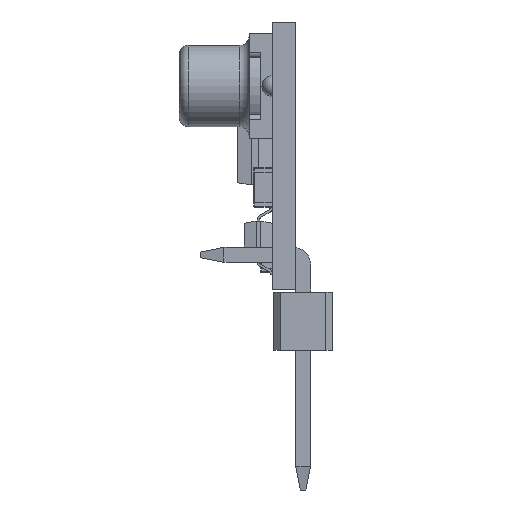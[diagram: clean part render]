
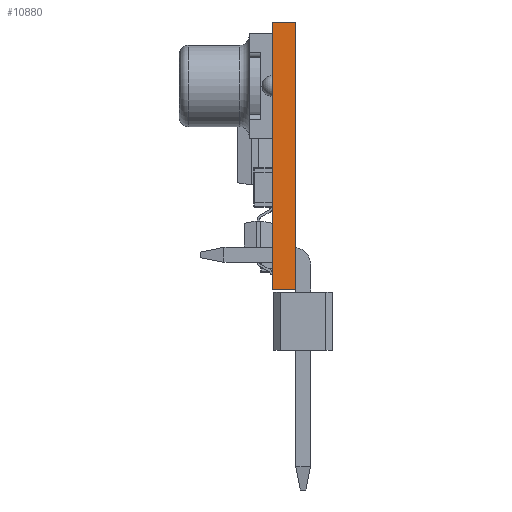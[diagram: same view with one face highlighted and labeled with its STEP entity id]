
A CAD part, left-side view. The second image highlights one B-rep face of the part: STEP entity #10880.
In plain terms, the highlighted planar face has unit normal (-1, 0, 0).
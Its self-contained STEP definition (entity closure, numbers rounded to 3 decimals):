
#2307 = CARTESIAN_POINT ( 'NONE',  ( -15.75, 0.5, -5.75 ) ) ;
#3877 = DIRECTION ( 'NONE',  ( 0., -1., 0. ) ) ;
#4064 = VECTOR ( 'NONE', #11994, 1000. ) ;
#4697 = LINE ( 'NONE', #27164, #25423 ) ;
#5867 = EDGE_CURVE ( 'NONE', #18152, #11520, #16751, .T. ) ;
#6364 = LINE ( 'NONE', #16683, #27011 ) ;
#7072 = DIRECTION ( 'NONE',  ( 1., 0., 0. ) ) ;
#9206 = CARTESIAN_POINT ( 'NONE',  ( -15.75, 0.5, -5.75 ) ) ;
#9689 = CARTESIAN_POINT ( 'NONE',  ( -15.75, -0.5, -5.75 ) ) ;
#10235 = EDGE_LOOP ( 'NONE', ( #12689, #25760, #19668, #24083 ) ) ;
#10880 = ADVANCED_FACE ( 'NONE', ( #29826 ), #30154, .F. ) ;
#11520 = VERTEX_POINT ( 'NONE', #26355 ) ;
#11994 = DIRECTION ( 'NONE',  ( 0., 0., 1. ) ) ;
#12083 = DIRECTION ( 'NONE',  ( 0., 0., 1. ) ) ;
#12689 = ORIENTED_EDGE ( 'NONE', *, *, #14250, .T. ) ;
#13447 = EDGE_CURVE ( 'NONE', #18152, #24698, #23688, .T. ) ;
#13475 = AXIS2_PLACEMENT_3D ( 'NONE', #2307, #7072, #22112 ) ;
#13707 = CARTESIAN_POINT ( 'NONE',  ( -15.75, 0.5, -5.75 ) ) ;
#14237 = EDGE_CURVE ( 'NONE', #11520, #25359, #6364, .T. ) ;
#14250 = EDGE_CURVE ( 'NONE', #24698, #25359, #4697, .T. ) ;
#16431 = VECTOR ( 'NONE', #3877, 1000. ) ;
#16683 = CARTESIAN_POINT ( 'NONE',  ( -15.75, 0.5, 5.75 ) ) ;
#16751 = LINE ( 'NONE', #9206, #4064 ) ;
#18152 = VERTEX_POINT ( 'NONE', #30163 ) ;
#19668 = ORIENTED_EDGE ( 'NONE', *, *, #5867, .F. ) ;
#22112 = DIRECTION ( 'NONE',  ( 0., 0., -1. ) ) ;
#23688 = LINE ( 'NONE', #13707, #16431 ) ;
#24083 = ORIENTED_EDGE ( 'NONE', *, *, #13447, .T. ) ;
#24698 = VERTEX_POINT ( 'NONE', #9689 ) ;
#25359 = VERTEX_POINT ( 'NONE', #30586 ) ;
#25423 = VECTOR ( 'NONE', #12083, 1000. ) ;
#25760 = ORIENTED_EDGE ( 'NONE', *, *, #14237, .F. ) ;
#26355 = CARTESIAN_POINT ( 'NONE',  ( -15.75, 0.5, 5.75 ) ) ;
#26823 = DIRECTION ( 'NONE',  ( 0., -1., 0. ) ) ;
#27011 = VECTOR ( 'NONE', #26823, 1000. ) ;
#27164 = CARTESIAN_POINT ( 'NONE',  ( -15.75, -0.5, -5.75 ) ) ;
#29826 = FACE_OUTER_BOUND ( 'NONE', #10235, .T. ) ;
#30154 = PLANE ( 'NONE',  #13475 ) ;
#30163 = CARTESIAN_POINT ( 'NONE',  ( -15.75, 0.5, -5.75 ) ) ;
#30586 = CARTESIAN_POINT ( 'NONE',  ( -15.75, -0.5, 5.75 ) ) ;
